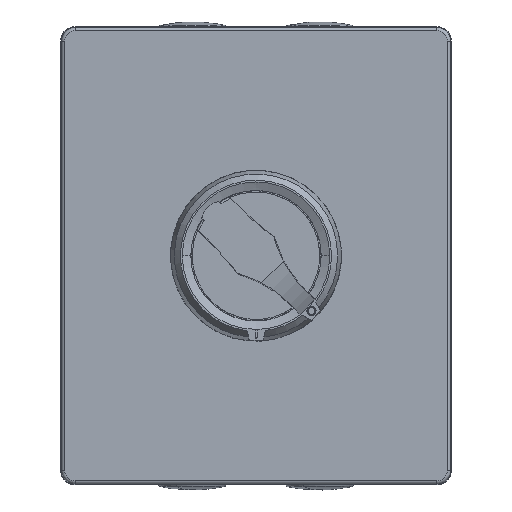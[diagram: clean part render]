
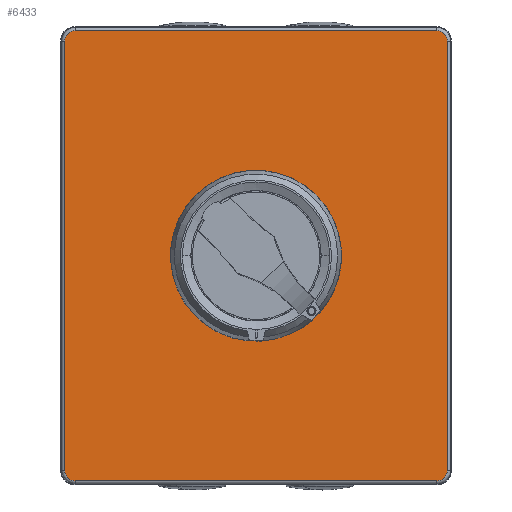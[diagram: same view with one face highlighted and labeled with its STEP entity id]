
A CAD part, top view. The second image highlights one B-rep face of the part: STEP entity #6433.
In plain terms, the highlighted planar face has unit normal (0, 0, 1).
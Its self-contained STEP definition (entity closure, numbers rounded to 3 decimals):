
#896=DIRECTION('',(-1.,0.,0.));
#897=VECTOR('',#896,198.803);
#898=CARTESIAN_POINT('',(99.401,-123.645,92.5));
#899=LINE('',#898,#897);
#919=DIRECTION('',(0.,1.,0.));
#920=VECTOR('',#919,235.803);
#921=CARTESIAN_POINT('',(-105.145,-117.901,92.5));
#922=LINE('',#921,#920);
#942=DIRECTION('',(1.,0.,0.));
#943=VECTOR('',#942,198.803);
#944=CARTESIAN_POINT('',(-99.401,123.645,92.5));
#945=LINE('',#944,#943);
#965=DIRECTION('',(0.,-1.,0.));
#966=VECTOR('',#965,235.803);
#967=CARTESIAN_POINT('',(105.145,117.901,92.5));
#968=LINE('',#967,#966);
#988=CARTESIAN_POINT('',(99.401,-117.901,92.5));
#989=DIRECTION('',(0.,0.,1.));
#990=DIRECTION('',(0.,-1.,0.));
#991=AXIS2_PLACEMENT_3D('',#988,#989,#990);
#993=CARTESIAN_POINT('',(-99.401,-117.901,92.5));
#994=DIRECTION('',(0.,0.,1.));
#995=DIRECTION('',(-1.,0.,0.));
#996=AXIS2_PLACEMENT_3D('',#993,#994,#995);
#998=CARTESIAN_POINT('',(-99.401,117.901,92.5));
#999=DIRECTION('',(0.,0.,1.));
#1000=DIRECTION('',(0.,1.,0.));
#1001=AXIS2_PLACEMENT_3D('',#998,#999,#1000);
#1003=CARTESIAN_POINT('',(99.401,117.901,92.5));
#1004=DIRECTION('',(0.,0.,1.));
#1005=DIRECTION('',(1.,0.,0.));
#1006=AXIS2_PLACEMENT_3D('',#1003,#1004,#1005);
#1008=CARTESIAN_POINT('',(0.,0.,
92.5));
#1009=DIRECTION('',(0.,0.,-1.));
#1010=DIRECTION('',(0.396,-0.918,0.));
#1011=AXIS2_PLACEMENT_3D('',#1008,#1009,#1010);
#1013=CARTESIAN_POINT('',(0.,0.,
92.5));
#1014=DIRECTION('',(0.,0.,-1.));
#1015=DIRECTION('',(0.91,-0.415,0.));
#1016=AXIS2_PLACEMENT_3D('',#1013,#1014,#1015);
#4890=CARTESIAN_POINT('',(-99.401,-123.645,
92.5));
#4891=VERTEX_POINT('',#4890);
#4892=CARTESIAN_POINT('',(99.401,-123.645,92.5));
#4893=VERTEX_POINT('',#4892);
#4894=CARTESIAN_POINT('',(-105.145,-117.901,
92.5));
#4895=VERTEX_POINT('',#4894);
#4896=CARTESIAN_POINT('',(-105.145,117.901,92.5));
#4897=VERTEX_POINT('',#4896);
#4898=CARTESIAN_POINT('',(-99.401,123.645,92.5));
#4899=VERTEX_POINT('',#4898);
#4900=CARTESIAN_POINT('',(99.401,123.645,92.5));
#4901=VERTEX_POINT('',#4900);
#4902=CARTESIAN_POINT('',(105.145,117.901,92.5));
#4903=VERTEX_POINT('',#4902);
#4904=CARTESIAN_POINT('',(105.145,-117.901,92.5));
#4905=VERTEX_POINT('',#4904);
#5202=CARTESIAN_POINT('',(18.61,-43.159,92.5));
#5203=CARTESIAN_POINT('',(42.752,-19.525,92.5));
#5204=VERTEX_POINT('',#5202);
#5205=VERTEX_POINT('',#5203);
#6412=CARTESIAN_POINT('',(0.,0.,
92.5));
#6413=DIRECTION('',(0.,0.,-1.));
#6414=DIRECTION('',(0.,1.,0.));
#6415=AXIS2_PLACEMENT_3D('',#6412,#6413,#6414);
#6416=PLANE('',#6415);
#6417=ORIENTED_EDGE('',*,*,#6390,.T.);
#6418=ORIENTED_EDGE('',*,*,#6404,.F.);
#6419=ORIENTED_EDGE('',*,*,#6300,.T.);
#6420=ORIENTED_EDGE('',*,*,#6315,.F.);
#6421=ORIENTED_EDGE('',*,*,#6330,.T.);
#6422=ORIENTED_EDGE('',*,*,#6345,.F.);
#6423=ORIENTED_EDGE('',*,*,#6360,.T.);
#6424=ORIENTED_EDGE('',*,*,#6375,.F.);
#6425=EDGE_LOOP('',(#6417,#6418,#6419,#6420,#6421,#6422,#6423,#6424));
#6426=FACE_OUTER_BOUND('',#6425,.F.);
#6428=ORIENTED_EDGE('',*,*,#6427,.F.);
#6430=ORIENTED_EDGE('',*,*,#6429,.F.);
#6431=EDGE_LOOP('',(#6428,#6430));
#6432=FACE_BOUND('',#6431,.F.);
#6433=ADVANCED_FACE('',(#6426,#6432),#6416,.F.);
#992=CIRCLE('',#991,5.744);
#997=CIRCLE('',#996,5.744);
#1002=CIRCLE('',#1001,5.744);
#1007=CIRCLE('',#1006,5.744);
#1012=CIRCLE('',#1011,47.);
#1017=CIRCLE('',#1016,47.);
#6300=EDGE_CURVE('',#4893,#4891,#899,.T.);
#6315=EDGE_CURVE('',#4895,#4891,#997,.T.);
#6330=EDGE_CURVE('',#4895,#4897,#922,.T.);
#6345=EDGE_CURVE('',#4899,#4897,#1002,.T.);
#6360=EDGE_CURVE('',#4899,#4901,#945,.T.);
#6375=EDGE_CURVE('',#4903,#4901,#1007,.T.);
#6390=EDGE_CURVE('',#4903,#4905,#968,.T.);
#6404=EDGE_CURVE('',#4893,#4905,#992,.T.);
#6427=EDGE_CURVE('',#5204,#5205,#1012,.T.);
#6429=EDGE_CURVE('',#5205,#5204,#1017,.T.);
